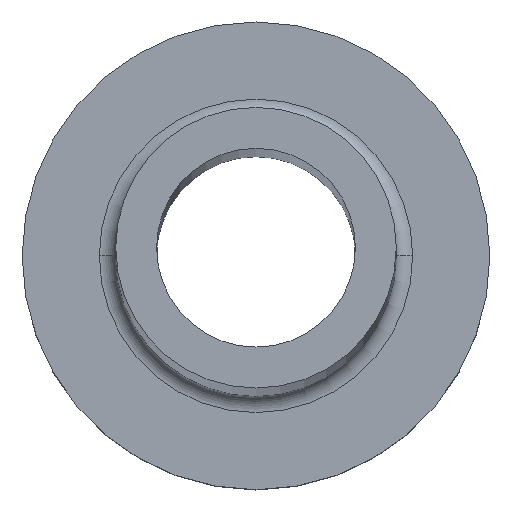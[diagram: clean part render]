
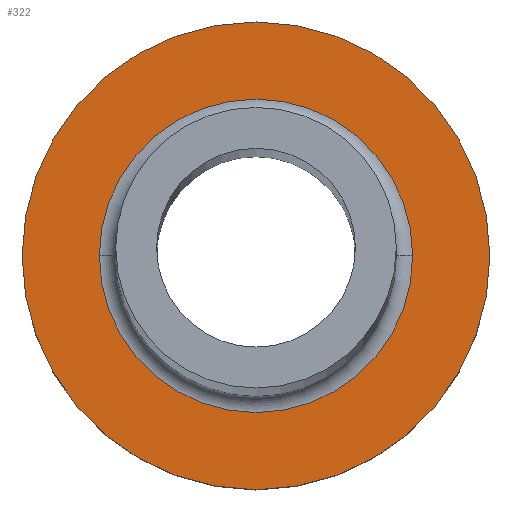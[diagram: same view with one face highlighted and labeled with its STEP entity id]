
A CAD part, top view. The second image highlights one B-rep face of the part: STEP entity #322.
In plain terms, the highlighted planar face has unit normal (0, 0, 1).
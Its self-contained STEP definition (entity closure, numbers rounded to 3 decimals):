
#9 = EDGE_CURVE ( 'NONE', #38, #143, #68, .T. ) ;
#12 = CARTESIAN_POINT ( 'NONE',  ( 0., 0., 7. ) ) ;
#24 = EDGE_CURVE ( 'NONE', #171, #379, #117, .T. ) ;
#31 = PLANE ( 'NONE',  #368 ) ;
#38 = VERTEX_POINT ( 'NONE', #250 ) ;
#47 = DIRECTION ( 'NONE',  ( 1., 0., 0. ) ) ;
#51 = CIRCLE ( 'NONE', #99, 10. ) ;
#59 = CIRCLE ( 'NONE', #257, 6.7 ) ;
#67 = EDGE_CURVE ( 'NONE', #379, #171, #59, .T. ) ;
#68 = CIRCLE ( 'NONE', #303, 10. ) ;
#80 = DIRECTION ( 'NONE',  ( 1., 0., 0. ) ) ;
#99 = AXIS2_PLACEMENT_3D ( 'NONE', #146, #372, #80 ) ;
#102 = DIRECTION ( 'NONE',  ( 0., 0., 1. ) ) ;
#112 = DIRECTION ( 'NONE',  ( 0., 0., 1. ) ) ;
#113 = ORIENTED_EDGE ( 'NONE', *, *, #67, .T. ) ;
#117 = CIRCLE ( 'NONE', #334, 6.7 ) ;
#133 = DIRECTION ( 'NONE',  ( 1., 0., 0. ) ) ;
#135 = DIRECTION ( 'NONE',  ( 1., 0., 0. ) ) ;
#138 = DIRECTION ( 'NONE',  ( 0., 0., -1. ) ) ;
#143 = VERTEX_POINT ( 'NONE', #365 ) ;
#146 = CARTESIAN_POINT ( 'NONE',  ( 0., 0., 7. ) ) ;
#171 = VERTEX_POINT ( 'NONE', #339 ) ;
#193 = CARTESIAN_POINT ( 'NONE',  ( 0., 0., 7. ) ) ;
#199 = EDGE_CURVE ( 'NONE', #143, #38, #51, .T. ) ;
#227 = FACE_BOUND ( 'NONE', #239, .T. ) ;
#229 = DIRECTION ( 'NONE',  ( 1., 0., 0. ) ) ;
#230 = ORIENTED_EDGE ( 'NONE', *, *, #24, .T. ) ;
#239 = EDGE_LOOP ( 'NONE', ( #230, #113 ) ) ;
#250 = CARTESIAN_POINT ( 'NONE',  ( 10., 0., 7. ) ) ;
#257 = AXIS2_PLACEMENT_3D ( 'NONE', #370, #274, #133 ) ;
#268 = CARTESIAN_POINT ( 'NONE',  ( -6.7, 0., 7. ) ) ;
#271 = ORIENTED_EDGE ( 'NONE', *, *, #199, .T. ) ;
#274 = DIRECTION ( 'NONE',  ( 0., 0., -1. ) ) ;
#303 = AXIS2_PLACEMENT_3D ( 'NONE', #12, #102, #135 ) ;
#313 = CARTESIAN_POINT ( 'NONE',  ( 0., 0., 7. ) ) ;
#322 = ADVANCED_FACE ( 'NONE', ( #227, #378 ), #31, .T. ) ;
#334 = AXIS2_PLACEMENT_3D ( 'NONE', #193, #138, #47 ) ;
#339 = CARTESIAN_POINT ( 'NONE',  ( 6.7, 0., 7. ) ) ;
#345 = ORIENTED_EDGE ( 'NONE', *, *, #9, .T. ) ;
#350 = EDGE_LOOP ( 'NONE', ( #271, #345 ) ) ;
#365 = CARTESIAN_POINT ( 'NONE',  ( -10., 0., 7. ) ) ;
#368 = AXIS2_PLACEMENT_3D ( 'NONE', #313, #112, #229 ) ;
#370 = CARTESIAN_POINT ( 'NONE',  ( 0., 0., 7. ) ) ;
#372 = DIRECTION ( 'NONE',  ( 0., 0., 1. ) ) ;
#378 = FACE_OUTER_BOUND ( 'NONE', #350, .T. ) ;
#379 = VERTEX_POINT ( 'NONE', #268 ) ;
